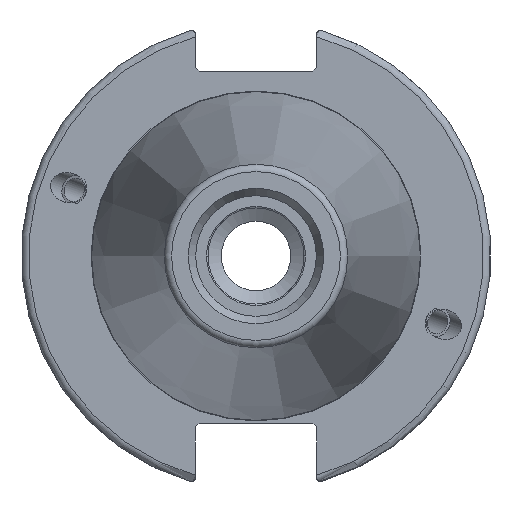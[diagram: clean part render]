
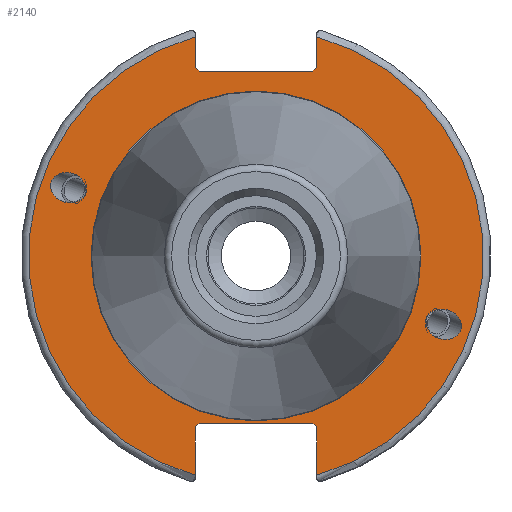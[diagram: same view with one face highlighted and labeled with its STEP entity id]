
A CAD part, left-side view. The second image highlights one B-rep face of the part: STEP entity #2140.
In plain terms, the highlighted planar face has unit normal (-1, 0, 0).
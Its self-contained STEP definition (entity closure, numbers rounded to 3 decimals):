
#65=ELLIPSE('',#2360,2.442,2.);
#74=ELLIPSE('',#2403,2.442,2.);
#105=PLANE('',#2413);
#159=FACE_BOUND('',#403,.T.);
#160=FACE_BOUND('',#404,.T.);
#161=FACE_BOUND('',#405,.T.);
#267=FACE_OUTER_BOUND('',#402,.T.);
#402=EDGE_LOOP('',(#1655,#1656,#1657,#1658,#1659,#1660,#1661,#1662,#1663,
#1664,#1665,#1666));
#403=EDGE_LOOP('',(#1667));
#404=EDGE_LOOP('',(#1668));
#405=EDGE_LOOP('',(#1669));
#542=LINE('',#3722,#676);
#543=LINE('',#3724,#677);
#544=LINE('',#3726,#678);
#545=LINE('',#3728,#679);
#546=LINE('',#3730,#680);
#547=LINE('',#3734,#681);
#548=LINE('',#3736,#682);
#549=LINE('',#3738,#683);
#550=LINE('',#3740,#684);
#551=LINE('',#3741,#685);
#676=VECTOR('',#2856,10.);
#677=VECTOR('',#2857,10.);
#678=VECTOR('',#2858,10.);
#679=VECTOR('',#2859,10.);
#680=VECTOR('',#2860,10.);
#681=VECTOR('',#2863,10.);
#682=VECTOR('',#2864,10.);
#683=VECTOR('',#2865,10.);
#684=VECTOR('',#2866,10.);
#685=VECTOR('',#2867,10.);
#816=CIRCLE('',#2411,22.3);
#818=CIRCLE('',#2414,30.75);
#819=CIRCLE('',#2415,30.75);
#933=VERTEX_POINT('',#3515);
#973=VERTEX_POINT('',#3698);
#978=VERTEX_POINT('',#3713);
#979=VERTEX_POINT('',#3718);
#980=VERTEX_POINT('',#3719);
#981=VERTEX_POINT('',#3721);
#982=VERTEX_POINT('',#3723);
#983=VERTEX_POINT('',#3725);
#984=VERTEX_POINT('',#3727);
#985=VERTEX_POINT('',#3729);
#986=VERTEX_POINT('',#3731);
#987=VERTEX_POINT('',#3733);
#988=VERTEX_POINT('',#3735);
#989=VERTEX_POINT('',#3737);
#990=VERTEX_POINT('',#3739);
#1167=EDGE_CURVE('',#933,#933,#65,.T.);
#1223=EDGE_CURVE('',#973,#973,#74,.T.);
#1230=EDGE_CURVE('',#978,#978,#816,.T.);
#1232=EDGE_CURVE('',#979,#980,#818,.T.);
#1233=EDGE_CURVE('',#979,#981,#542,.T.);
#1234=EDGE_CURVE('',#982,#981,#543,.T.);
#1235=EDGE_CURVE('',#982,#983,#544,.T.);
#1236=EDGE_CURVE('',#984,#983,#545,.T.);
#1237=EDGE_CURVE('',#984,#985,#546,.T.);
#1238=EDGE_CURVE('',#986,#985,#819,.T.);
#1239=EDGE_CURVE('',#986,#987,#547,.T.);
#1240=EDGE_CURVE('',#988,#987,#548,.T.);
#1241=EDGE_CURVE('',#988,#989,#549,.T.);
#1242=EDGE_CURVE('',#990,#989,#550,.T.);
#1243=EDGE_CURVE('',#990,#980,#551,.T.);
#1655=ORIENTED_EDGE('',*,*,#1232,.F.);
#1656=ORIENTED_EDGE('',*,*,#1233,.T.);
#1657=ORIENTED_EDGE('',*,*,#1234,.F.);
#1658=ORIENTED_EDGE('',*,*,#1235,.T.);
#1659=ORIENTED_EDGE('',*,*,#1236,.F.);
#1660=ORIENTED_EDGE('',*,*,#1237,.T.);
#1661=ORIENTED_EDGE('',*,*,#1238,.F.);
#1662=ORIENTED_EDGE('',*,*,#1239,.T.);
#1663=ORIENTED_EDGE('',*,*,#1240,.F.);
#1664=ORIENTED_EDGE('',*,*,#1241,.T.);
#1665=ORIENTED_EDGE('',*,*,#1242,.F.);
#1666=ORIENTED_EDGE('',*,*,#1243,.T.);
#1667=ORIENTED_EDGE('',*,*,#1167,.T.);
#1668=ORIENTED_EDGE('',*,*,#1223,.T.);
#1669=ORIENTED_EDGE('',*,*,#1230,.F.);
#2140=ADVANCED_FACE('',(#267,#159,#160,#161),#105,.T.);
#2360=AXIS2_PLACEMENT_3D('',#3517,#2727,#2728);
#2403=AXIS2_PLACEMENT_3D('',#3700,#2830,#2831);
#2411=AXIS2_PLACEMENT_3D('',#3715,#2848,#2849);
#2413=AXIS2_PLACEMENT_3D('',#3717,#2852,#2853);
#2414=AXIS2_PLACEMENT_3D('',#3720,#2854,#2855);
#2415=AXIS2_PLACEMENT_3D('',#3732,#2861,#2862);
#2727=DIRECTION('center_axis',(1.,0.,0.));
#2728=DIRECTION('ref_axis',(0.,-0.94,-0.342));
#2830=DIRECTION('center_axis',(1.,0.,0.));
#2831=DIRECTION('ref_axis',(0.,0.94,0.342));
#2848=DIRECTION('center_axis',(-1.,0.,0.));
#2849=DIRECTION('ref_axis',(0.,-1.,0.));
#2852=DIRECTION('center_axis',(-1.,0.,0.));
#2853=DIRECTION('ref_axis',(0.,0.,1.));
#2854=DIRECTION('center_axis',(1.,0.,0.));
#2855=DIRECTION('ref_axis',(0.,-1.,0.));
#2856=DIRECTION('',(0.,0.,-1.));
#2857=DIRECTION('',(0.,-0.707,0.707));
#2858=DIRECTION('',(0.,1.,0.));
#2859=DIRECTION('',(0.,-0.707,-0.707));
#2860=DIRECTION('',(0.,0.,1.));
#2861=DIRECTION('center_axis',(1.,0.,0.));
#2862=DIRECTION('ref_axis',(0.,1.,0.));
#2863=DIRECTION('',(0.,0.,1.));
#2864=DIRECTION('',(0.,0.707,-0.707));
#2865=DIRECTION('',(0.,-1.,0.));
#2866=DIRECTION('',(0.,0.707,0.707));
#2867=DIRECTION('',(0.,0.,-1.));
#3515=CARTESIAN_POINT('',(3.175,-23.077,-8.399));
#3517=CARTESIAN_POINT('Origin',(3.175,-25.372,-9.235));
#3698=CARTESIAN_POINT('',(3.175,23.077,8.399));
#3700=CARTESIAN_POINT('Origin',(3.175,25.372,9.235));
#3713=CARTESIAN_POINT('',(3.175,0.,22.3));
#3715=CARTESIAN_POINT('Origin',(3.175,0.,0.));
#3717=CARTESIAN_POINT('Origin',(3.175,31.75,0.));
#3718=CARTESIAN_POINT('',(3.175,-8.19,29.639));
#3719=CARTESIAN_POINT('',(3.175,-8.19,-29.639));
#3720=CARTESIAN_POINT('Origin',(3.175,0.,0.));
#3721=CARTESIAN_POINT('',(3.175,-8.19,25.5));
#3722=CARTESIAN_POINT('',(3.175,-8.19,12.5));
#3723=CARTESIAN_POINT('',(3.175,-7.69,25.));
#3724=CARTESIAN_POINT('',(3.175,8.295,9.015));
#3725=CARTESIAN_POINT('',(3.175,7.69,25.));
#3726=CARTESIAN_POINT('',(3.175,15.875,25.));
#3727=CARTESIAN_POINT('',(3.175,8.19,25.5));
#3728=CARTESIAN_POINT('',(3.175,7.58,24.89));
#3729=CARTESIAN_POINT('',(3.175,8.19,29.639));
#3730=CARTESIAN_POINT('',(3.175,8.19,12.5));
#3731=CARTESIAN_POINT('',(3.175,8.19,-29.639));
#3732=CARTESIAN_POINT('Origin',(3.175,0.,0.));
#3733=CARTESIAN_POINT('',(3.175,8.19,-23.1));
#3734=CARTESIAN_POINT('',(3.175,8.19,-11.3));
#3735=CARTESIAN_POINT('',(3.175,7.69,-22.6));
#3736=CARTESIAN_POINT('',(3.175,8.18,-23.09));
#3737=CARTESIAN_POINT('',(3.175,-7.69,-22.6));
#3738=CARTESIAN_POINT('',(3.175,15.875,-22.6));
#3739=CARTESIAN_POINT('',(3.175,-8.19,-23.1));
#3740=CARTESIAN_POINT('',(3.175,7.695,-7.215));
#3741=CARTESIAN_POINT('',(3.175,-8.19,-11.3));
